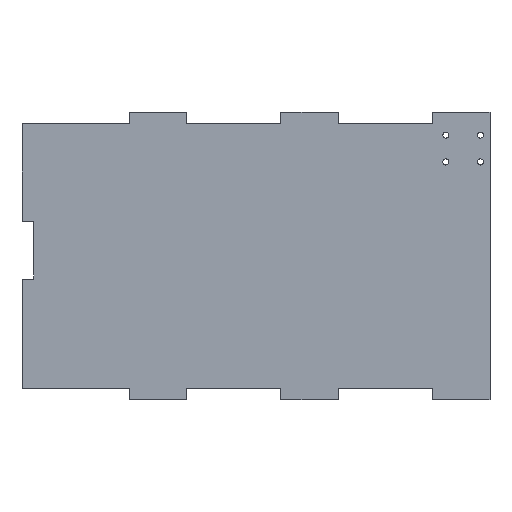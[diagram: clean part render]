
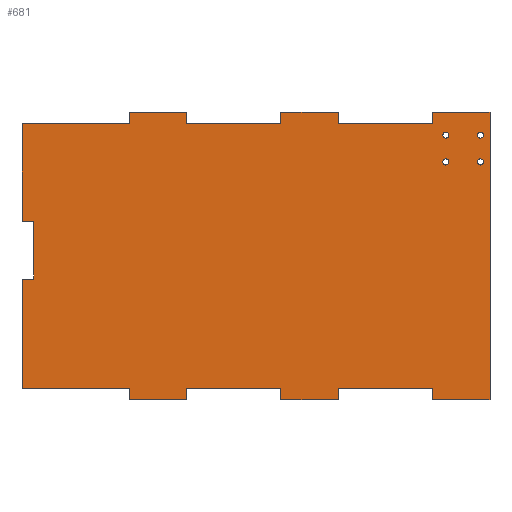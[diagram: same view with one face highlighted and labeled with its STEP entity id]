
A CAD part, front view. The second image highlights one B-rep face of the part: STEP entity #681.
In plain terms, the highlighted planar face has unit normal (0, -1, 0).
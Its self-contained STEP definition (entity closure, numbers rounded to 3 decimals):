
#15=FACE_BOUND('',#100,.T.);
#16=FACE_BOUND('',#101,.T.);
#17=FACE_BOUND('',#102,.T.);
#18=FACE_BOUND('',#103,.T.);
#31=PLANE('',#737);
#65=FACE_OUTER_BOUND('',#99,.T.);
#99=EDGE_LOOP('',(#521,#522,#523,#524,#525,#526,#527,#528,#529,#530,#531,
#532,#533,#534,#535,#536,#537,#538,#539,#540,#541,#542,#543,#544,#545,#546,
#547,#548));
#100=EDGE_LOOP('',(#549));
#101=EDGE_LOOP('',(#550));
#102=EDGE_LOOP('',(#551));
#103=EDGE_LOOP('',(#552));
#133=LINE('',#961,#221);
#137=LINE('',#969,#225);
#140=LINE('',#975,#228);
#143=LINE('',#982,#231);
#147=LINE('',#990,#235);
#150=LINE('',#996,#238);
#153=LINE('',#1003,#241);
#157=LINE('',#1011,#245);
#160=LINE('',#1016,#248);
#161=LINE('',#1017,#249);
#162=LINE('',#1019,#250);
#163=LINE('',#1021,#251);
#164=LINE('',#1023,#252);
#165=LINE('',#1025,#253);
#166=LINE('',#1027,#254);
#167=LINE('',#1029,#255);
#168=LINE('',#1031,#256);
#169=LINE('',#1033,#257);
#170=LINE('',#1035,#258);
#171=LINE('',#1037,#259);
#172=LINE('',#1039,#260);
#173=LINE('',#1041,#261);
#174=LINE('',#1043,#262);
#175=LINE('',#1045,#263);
#176=LINE('',#1047,#264);
#177=LINE('',#1049,#265);
#178=LINE('',#1051,#266);
#179=LINE('',#1052,#267);
#221=VECTOR('',#791,10.);
#225=VECTOR('',#797,10.);
#228=VECTOR('',#802,10.);
#231=VECTOR('',#807,10.);
#235=VECTOR('',#813,10.);
#238=VECTOR('',#818,10.);
#241=VECTOR('',#823,10.);
#245=VECTOR('',#829,10.);
#248=VECTOR('',#834,10.);
#249=VECTOR('',#835,10.);
#250=VECTOR('',#836,10.);
#251=VECTOR('',#837,10.);
#252=VECTOR('',#838,10.);
#253=VECTOR('',#839,10.);
#254=VECTOR('',#840,10.);
#255=VECTOR('',#841,10.);
#256=VECTOR('',#842,10.);
#257=VECTOR('',#843,10.);
#258=VECTOR('',#844,10.);
#259=VECTOR('',#845,10.);
#260=VECTOR('',#846,10.);
#261=VECTOR('',#847,10.);
#262=VECTOR('',#848,10.);
#263=VECTOR('',#849,10.);
#264=VECTOR('',#850,10.);
#265=VECTOR('',#851,10.);
#266=VECTOR('',#852,10.);
#267=VECTOR('',#853,10.);
#306=CIRCLE('',#719,1.6);
#308=CIRCLE('',#722,1.6);
#310=CIRCLE('',#725,1.6);
#312=CIRCLE('',#728,1.6);
#314=VERTEX_POINT('',#937);
#316=VERTEX_POINT('',#943);
#318=VERTEX_POINT('',#949);
#320=VERTEX_POINT('',#955);
#321=VERTEX_POINT('',#959);
#322=VERTEX_POINT('',#960);
#325=VERTEX_POINT('',#968);
#327=VERTEX_POINT('',#974);
#329=VERTEX_POINT('',#980);
#330=VERTEX_POINT('',#981);
#333=VERTEX_POINT('',#989);
#335=VERTEX_POINT('',#995);
#337=VERTEX_POINT('',#1001);
#338=VERTEX_POINT('',#1002);
#341=VERTEX_POINT('',#1010);
#343=VERTEX_POINT('',#1018);
#344=VERTEX_POINT('',#1020);
#345=VERTEX_POINT('',#1022);
#346=VERTEX_POINT('',#1024);
#347=VERTEX_POINT('',#1026);
#348=VERTEX_POINT('',#1028);
#349=VERTEX_POINT('',#1030);
#350=VERTEX_POINT('',#1032);
#351=VERTEX_POINT('',#1034);
#352=VERTEX_POINT('',#1036);
#353=VERTEX_POINT('',#1038);
#354=VERTEX_POINT('',#1040);
#355=VERTEX_POINT('',#1042);
#356=VERTEX_POINT('',#1044);
#357=VERTEX_POINT('',#1046);
#358=VERTEX_POINT('',#1048);
#359=VERTEX_POINT('',#1050);
#379=EDGE_CURVE('',#314,#314,#306,.T.);
#382=EDGE_CURVE('',#316,#316,#308,.T.);
#385=EDGE_CURVE('',#318,#318,#310,.T.);
#388=EDGE_CURVE('',#320,#320,#312,.T.);
#389=EDGE_CURVE('',#321,#322,#133,.T.);
#393=EDGE_CURVE('',#325,#321,#137,.T.);
#396=EDGE_CURVE('',#327,#325,#140,.T.);
#399=EDGE_CURVE('',#329,#330,#143,.T.);
#403=EDGE_CURVE('',#333,#329,#147,.T.);
#406=EDGE_CURVE('',#335,#333,#150,.T.);
#409=EDGE_CURVE('',#337,#338,#153,.T.);
#413=EDGE_CURVE('',#338,#341,#157,.T.);
#416=EDGE_CURVE('',#335,#322,#160,.T.);
#417=EDGE_CURVE('',#337,#330,#161,.T.);
#418=EDGE_CURVE('',#343,#341,#162,.T.);
#419=EDGE_CURVE('',#343,#344,#163,.T.);
#420=EDGE_CURVE('',#344,#345,#164,.T.);
#421=EDGE_CURVE('',#345,#346,#165,.T.);
#422=EDGE_CURVE('',#347,#346,#166,.T.);
#423=EDGE_CURVE('',#347,#348,#167,.T.);
#424=EDGE_CURVE('',#348,#349,#168,.T.);
#425=EDGE_CURVE('',#349,#350,#169,.T.);
#426=EDGE_CURVE('',#350,#351,#170,.T.);
#427=EDGE_CURVE('',#351,#352,#171,.T.);
#428=EDGE_CURVE('',#352,#353,#172,.T.);
#429=EDGE_CURVE('',#353,#354,#173,.T.);
#430=EDGE_CURVE('',#354,#355,#174,.T.);
#431=EDGE_CURVE('',#355,#356,#175,.T.);
#432=EDGE_CURVE('',#356,#357,#176,.T.);
#433=EDGE_CURVE('',#357,#358,#177,.T.);
#434=EDGE_CURVE('',#358,#359,#178,.T.);
#435=EDGE_CURVE('',#327,#359,#179,.T.);
#521=ORIENTED_EDGE('',*,*,#396,.T.);
#522=ORIENTED_EDGE('',*,*,#393,.T.);
#523=ORIENTED_EDGE('',*,*,#389,.T.);
#524=ORIENTED_EDGE('',*,*,#416,.F.);
#525=ORIENTED_EDGE('',*,*,#406,.T.);
#526=ORIENTED_EDGE('',*,*,#403,.T.);
#527=ORIENTED_EDGE('',*,*,#399,.T.);
#528=ORIENTED_EDGE('',*,*,#417,.F.);
#529=ORIENTED_EDGE('',*,*,#409,.T.);
#530=ORIENTED_EDGE('',*,*,#413,.T.);
#531=ORIENTED_EDGE('',*,*,#418,.F.);
#532=ORIENTED_EDGE('',*,*,#419,.T.);
#533=ORIENTED_EDGE('',*,*,#420,.T.);
#534=ORIENTED_EDGE('',*,*,#421,.T.);
#535=ORIENTED_EDGE('',*,*,#422,.F.);
#536=ORIENTED_EDGE('',*,*,#423,.T.);
#537=ORIENTED_EDGE('',*,*,#424,.T.);
#538=ORIENTED_EDGE('',*,*,#425,.T.);
#539=ORIENTED_EDGE('',*,*,#426,.T.);
#540=ORIENTED_EDGE('',*,*,#427,.T.);
#541=ORIENTED_EDGE('',*,*,#428,.T.);
#542=ORIENTED_EDGE('',*,*,#429,.T.);
#543=ORIENTED_EDGE('',*,*,#430,.T.);
#544=ORIENTED_EDGE('',*,*,#431,.T.);
#545=ORIENTED_EDGE('',*,*,#432,.T.);
#546=ORIENTED_EDGE('',*,*,#433,.T.);
#547=ORIENTED_EDGE('',*,*,#434,.T.);
#548=ORIENTED_EDGE('',*,*,#435,.F.);
#549=ORIENTED_EDGE('',*,*,#379,.T.);
#550=ORIENTED_EDGE('',*,*,#382,.T.);
#551=ORIENTED_EDGE('',*,*,#385,.T.);
#552=ORIENTED_EDGE('',*,*,#388,.T.);
#681=ADVANCED_FACE('',(#65,#15,#16,#17,#18),#31,.T.);
#719=AXIS2_PLACEMENT_3D('',#939,#766,#767);
#722=AXIS2_PLACEMENT_3D('',#945,#773,#774);
#725=AXIS2_PLACEMENT_3D('',#951,#780,#781);
#728=AXIS2_PLACEMENT_3D('',#957,#787,#788);
#737=AXIS2_PLACEMENT_3D('',#1015,#832,#833);
#766=DIRECTION('center_axis',(0.,1.,0.));
#767=DIRECTION('ref_axis',(1.,0.,0.));
#773=DIRECTION('center_axis',(0.,1.,0.));
#774=DIRECTION('ref_axis',(1.,0.,0.));
#780=DIRECTION('center_axis',(0.,1.,0.));
#781=DIRECTION('ref_axis',(1.,0.,0.));
#787=DIRECTION('center_axis',(0.,1.,0.));
#788=DIRECTION('ref_axis',(1.,0.,0.));
#791=DIRECTION('',(0.,0.,1.));
#797=DIRECTION('',(-1.,0.,0.));
#802=DIRECTION('',(0.,0.,-1.));
#807=DIRECTION('',(0.,0.,1.));
#813=DIRECTION('',(-1.,0.,0.));
#818=DIRECTION('',(0.,0.,-1.));
#823=DIRECTION('',(0.,0.,-1.));
#829=DIRECTION('',(-1.,0.,0.));
#832=DIRECTION('center_axis',(0.,-1.,0.));
#833=DIRECTION('ref_axis',(1.,0.,0.));
#834=DIRECTION('',(1.,0.,0.));
#835=DIRECTION('',(1.,0.,0.));
#836=DIRECTION('',(0.,0.,1.));
#837=DIRECTION('',(1.,0.,0.));
#838=DIRECTION('',(0.,0.,-1.));
#839=DIRECTION('',(-1.,0.,0.));
#840=DIRECTION('',(0.,0.,1.));
#841=DIRECTION('',(1.,0.,0.));
#842=DIRECTION('',(0.,0.,-1.));
#843=DIRECTION('',(1.,0.,0.));
#844=DIRECTION('',(0.,0.,1.));
#845=DIRECTION('',(1.,0.,0.));
#846=DIRECTION('',(0.,0.,-1.));
#847=DIRECTION('',(1.,0.,0.));
#848=DIRECTION('',(0.,0.,1.));
#849=DIRECTION('',(1.,0.,0.));
#850=DIRECTION('',(0.,0.,-1.));
#851=DIRECTION('',(1.,0.,0.));
#852=DIRECTION('',(0.,0.,1.));
#853=DIRECTION('',(1.,0.,0.));
#937=CARTESIAN_POINT('',(-24.575,139.,138.));
#939=CARTESIAN_POINT('Origin',(-22.975,139.,138.));
#943=CARTESIAN_POINT('',(-6.575,139.,124.));
#945=CARTESIAN_POINT('Origin',(-4.975,139.,124.));
#949=CARTESIAN_POINT('',(-24.575,139.,124.));
#951=CARTESIAN_POINT('Origin',(-22.975,139.,124.));
#955=CARTESIAN_POINT('',(-6.575,139.,138.));
#957=CARTESIAN_POINT('Origin',(-4.975,139.,138.));
#959=CARTESIAN_POINT('',(-79.,139.,144.));
#960=CARTESIAN_POINT('',(-79.,139.,150.));
#961=CARTESIAN_POINT('',(-79.,139.,72.));
#968=CARTESIAN_POINT('',(-30.,139.,144.));
#969=CARTESIAN_POINT('',(-136.915,139.,144.));
#974=CARTESIAN_POINT('',(-30.,139.,150.));
#975=CARTESIAN_POINT('',(-30.,139.,75.));
#980=CARTESIAN_POINT('',(-158.,139.,144.));
#981=CARTESIAN_POINT('',(-158.,139.,150.));
#982=CARTESIAN_POINT('',(-158.,139.,72.));
#989=CARTESIAN_POINT('',(-109.,139.,144.));
#990=CARTESIAN_POINT('',(-176.415,139.,144.));
#995=CARTESIAN_POINT('',(-109.,139.,150.));
#996=CARTESIAN_POINT('',(-109.,139.,75.));
#1001=CARTESIAN_POINT('',(-188.,139.,150.));
#1002=CARTESIAN_POINT('',(-188.,139.,144.));
#1003=CARTESIAN_POINT('',(-188.,139.,75.));
#1010=CARTESIAN_POINT('',(-243.83,139.,144.));
#1011=CARTESIAN_POINT('',(-215.915,139.,144.));
#1015=CARTESIAN_POINT('Origin',(-243.83,139.,0.));
#1016=CARTESIAN_POINT('',(-243.83,139.,150.));
#1017=CARTESIAN_POINT('',(-243.83,139.,150.));
#1018=CARTESIAN_POINT('',(-243.83,139.,93.));
#1019=CARTESIAN_POINT('',(-243.83,139.,0.));
#1020=CARTESIAN_POINT('',(-237.83,139.,93.));
#1021=CARTESIAN_POINT('',(-240.83,139.,93.));
#1022=CARTESIAN_POINT('',(-237.83,139.,63.));
#1023=CARTESIAN_POINT('',(-237.83,139.,31.5));
#1024=CARTESIAN_POINT('',(-243.83,139.,63.));
#1025=CARTESIAN_POINT('',(-243.83,139.,63.));
#1026=CARTESIAN_POINT('',(-243.83,139.,6.));
#1027=CARTESIAN_POINT('',(-243.83,139.,0.));
#1028=CARTESIAN_POINT('',(-188.,139.,6.));
#1029=CARTESIAN_POINT('',(-215.915,139.,6.));
#1030=CARTESIAN_POINT('',(-188.,139.,0.));
#1031=CARTESIAN_POINT('',(-188.,139.,0.));
#1032=CARTESIAN_POINT('',(-158.,139.,0.));
#1033=CARTESIAN_POINT('',(-243.83,139.,0.));
#1034=CARTESIAN_POINT('',(-158.,139.,6.));
#1035=CARTESIAN_POINT('',(-158.,139.,3.));
#1036=CARTESIAN_POINT('',(-109.,139.,6.));
#1037=CARTESIAN_POINT('',(-176.415,139.,6.));
#1038=CARTESIAN_POINT('',(-109.,139.,0.));
#1039=CARTESIAN_POINT('',(-109.,139.,0.));
#1040=CARTESIAN_POINT('',(-79.,139.,0.));
#1041=CARTESIAN_POINT('',(-243.83,139.,0.));
#1042=CARTESIAN_POINT('',(-79.,139.,6.));
#1043=CARTESIAN_POINT('',(-79.,139.,3.));
#1044=CARTESIAN_POINT('',(-30.,139.,6.));
#1045=CARTESIAN_POINT('',(-136.915,139.,6.));
#1046=CARTESIAN_POINT('',(-30.,139.,0.));
#1047=CARTESIAN_POINT('',(-30.,139.,0.));
#1048=CARTESIAN_POINT('',(0.,139.,0.));
#1049=CARTESIAN_POINT('',(-243.83,139.,0.));
#1050=CARTESIAN_POINT('',(0.,139.,150.));
#1051=CARTESIAN_POINT('',(0.,139.,0.));
#1052=CARTESIAN_POINT('',(-243.83,139.,150.));
